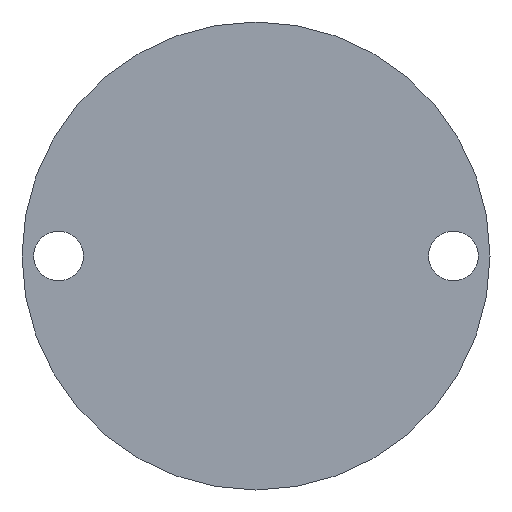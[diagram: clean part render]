
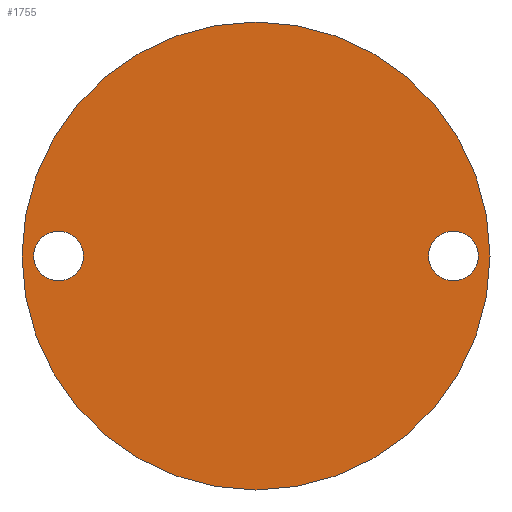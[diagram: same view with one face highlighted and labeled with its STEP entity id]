
A CAD part, front view. The second image highlights one B-rep face of the part: STEP entity #1755.
In plain terms, the highlighted planar face has unit normal (0, -1, 0).
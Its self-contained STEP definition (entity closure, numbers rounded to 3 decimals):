
#43 = FACE_BOUND ( 'NONE', #1929, .T. ) ;
#98 = EDGE_CURVE ( 'NONE', #1523, #1933, #677, .T. ) ;
#125 = AXIS2_PLACEMENT_3D ( 'NONE', #749, #292, #150 ) ;
#150 = DIRECTION ( 'NONE',  ( -1., 0., 0. ) ) ;
#163 = DIRECTION ( 'NONE',  ( -1., 0., 0. ) ) ;
#186 = DIRECTION ( 'NONE',  ( 1., 0., 0. ) ) ;
#199 = EDGE_LOOP ( 'NONE', ( #1819, #1119 ) ) ;
#230 = ORIENTED_EDGE ( 'NONE', *, *, #598, .T. ) ;
#241 = CARTESIAN_POINT ( 'NONE',  ( 29.5, 0., 0. ) ) ;
#292 = DIRECTION ( 'NONE',  ( 0., 1., 0. ) ) ;
#343 = CARTESIAN_POINT ( 'NONE',  ( 0., 0., 0. ) ) ;
#352 = CARTESIAN_POINT ( 'NONE',  ( 33.75, 0., 0. ) ) ;
#359 = DIRECTION ( 'NONE',  ( 0., -1., 0. ) ) ;
#364 = CARTESIAN_POINT ( 'NONE',  ( 40., 0., 0. ) ) ;
#370 = AXIS2_PLACEMENT_3D ( 'NONE', #352, #965, #1580 ) ;
#501 = CARTESIAN_POINT ( 'NONE',  ( -40., 0., 0. ) ) ;
#506 = ORIENTED_EDGE ( 'NONE', *, *, #98, .T. ) ;
#598 = EDGE_CURVE ( 'NONE', #1360, #694, #1676, .T. ) ;
#608 = EDGE_CURVE ( 'NONE', #1168, #1442, #926, .T. ) ;
#677 = CIRCLE ( 'NONE', #1251, 4.25 ) ;
#694 = VERTEX_POINT ( 'NONE', #501 ) ;
#717 = DIRECTION ( 'NONE',  ( -1., 0., 0. ) ) ;
#722 = ORIENTED_EDGE ( 'NONE', *, *, #1005, .T. ) ;
#749 = CARTESIAN_POINT ( 'NONE',  ( -33.75, 0., 0. ) ) ;
#830 = CARTESIAN_POINT ( 'NONE',  ( -38., 0., 0. ) ) ;
#836 = AXIS2_PLACEMENT_3D ( 'NONE', #1538, #1246, #163 ) ;
#926 = CIRCLE ( 'NONE', #836, 4.25 ) ;
#965 = DIRECTION ( 'NONE',  ( 0., 1., 0. ) ) ;
#1005 = EDGE_CURVE ( 'NONE', #694, #1360, #1234, .T. ) ;
#1119 = ORIENTED_EDGE ( 'NONE', *, *, #608, .T. ) ;
#1168 = VERTEX_POINT ( 'NONE', #1172 ) ;
#1172 = CARTESIAN_POINT ( 'NONE',  ( 38., 0., 0. ) ) ;
#1189 = CARTESIAN_POINT ( 'NONE',  ( -33.75, 0., 0. ) ) ;
#1198 = DIRECTION ( 'NONE',  ( 0., 1., 0. ) ) ;
#1206 = CIRCLE ( 'NONE', #370, 4.25 ) ;
#1227 = CARTESIAN_POINT ( 'NONE',  ( 0., 0., 0. ) ) ;
#1234 = CIRCLE ( 'NONE', #1852, 40. ) ;
#1238 = DIRECTION ( 'NONE',  ( 0., 1., 0. ) ) ;
#1246 = DIRECTION ( 'NONE',  ( 0., 1., 0. ) ) ;
#1251 = AXIS2_PLACEMENT_3D ( 'NONE', #1189, #1198, #717 ) ;
#1266 = FACE_OUTER_BOUND ( 'NONE', #1336, .T. ) ;
#1336 = EDGE_LOOP ( 'NONE', ( #230, #722 ) ) ;
#1360 = VERTEX_POINT ( 'NONE', #364 ) ;
#1393 = FACE_BOUND ( 'NONE', #199, .T. ) ;
#1442 = VERTEX_POINT ( 'NONE', #241 ) ;
#1523 = VERTEX_POINT ( 'NONE', #1880 ) ;
#1535 = ORIENTED_EDGE ( 'NONE', *, *, #1647, .T. ) ;
#1538 = CARTESIAN_POINT ( 'NONE',  ( 33.75, 0., 0. ) ) ;
#1546 = DIRECTION ( 'NONE',  ( 1., 0., 0. ) ) ;
#1559 = DIRECTION ( 'NONE',  ( 0., -1., 0. ) ) ;
#1580 = DIRECTION ( 'NONE',  ( -1., 0., 0. ) ) ;
#1629 = AXIS2_PLACEMENT_3D ( 'NONE', #343, #1238, #1847 ) ;
#1647 = EDGE_CURVE ( 'NONE', #1933, #1523, #1853, .T. ) ;
#1676 = CIRCLE ( 'NONE', #1810, 40. ) ;
#1711 = PLANE ( 'NONE',  #1629 ) ;
#1741 = CARTESIAN_POINT ( 'NONE',  ( 0., 0., 0. ) ) ;
#1755 = ADVANCED_FACE ( 'NONE', ( #43, #1393, #1266 ), #1711, .F. ) ;
#1810 = AXIS2_PLACEMENT_3D ( 'NONE', #1227, #1559, #186 ) ;
#1819 = ORIENTED_EDGE ( 'NONE', *, *, #1864, .T. ) ;
#1847 = DIRECTION ( 'NONE',  ( -1., 0., 0. ) ) ;
#1852 = AXIS2_PLACEMENT_3D ( 'NONE', #1741, #359, #1546 ) ;
#1853 = CIRCLE ( 'NONE', #125, 4.25 ) ;
#1864 = EDGE_CURVE ( 'NONE', #1442, #1168, #1206, .T. ) ;
#1880 = CARTESIAN_POINT ( 'NONE',  ( -29.5, 0., 0. ) ) ;
#1929 = EDGE_LOOP ( 'NONE', ( #1535, #506 ) ) ;
#1933 = VERTEX_POINT ( 'NONE', #830 ) ;
